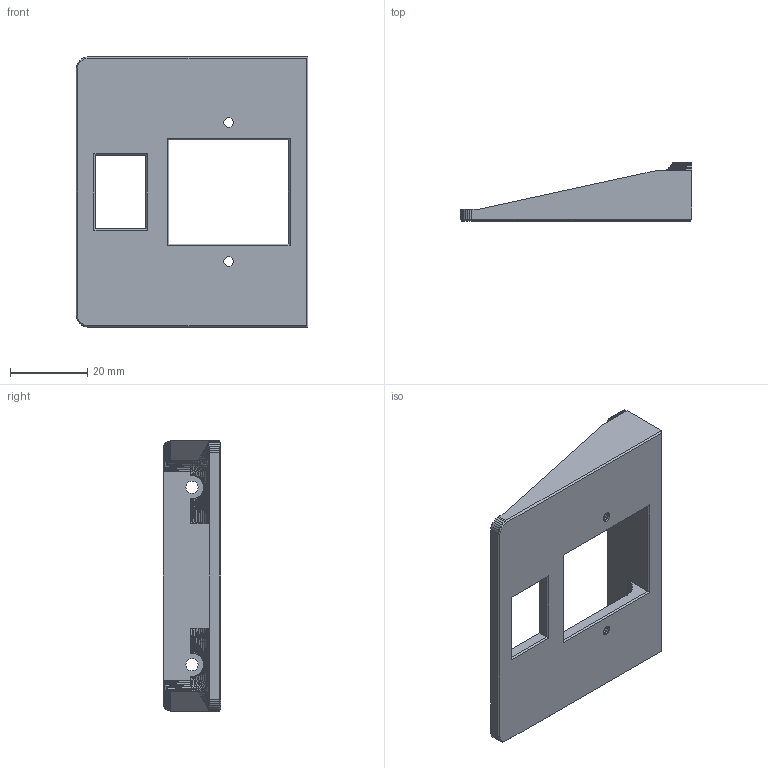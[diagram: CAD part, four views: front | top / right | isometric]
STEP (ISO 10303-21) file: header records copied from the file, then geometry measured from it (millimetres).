
FILE_DESCRIPTION(('FreeCAD Model'),'2;1');
FILE_NAME('./VORON-0/STLs/V0_Crew_Mods/v0inlet.step', '2020-04-30T21:53:22',('FreeCAD'),('FreeCAD'), 'Open CASCADE STEP processor 7.3','FreeCAD','Unknown');
FILE_SCHEMA(('AUTOMOTIVE_DESIGN { 1 0 10303 214 1 1 1 1 }'));
Length unit declared in the file: millimetre
Products named in the file (1): Open CASCADE STEP translator 7.3 1
Bounding box: 60 x 15 x 70 mm (x, y, z)
Surface area: 10105.8 mm2 (no closed solid volume)
Topology: 0 solids, 1 shells, 1064 faces, 1870 edges, 807 vertices
Faces by surface type: plane 1064
Entity records: 23256 total; most frequent: DIRECTION 4000, CARTESIAN_POINT 3742, ORIENTED_EDGE 3740, EDGE_CURVE 1870, LINE 1870, VECTOR 1870, FACE_BOUND 1075, EDGE_LOOP 1075
